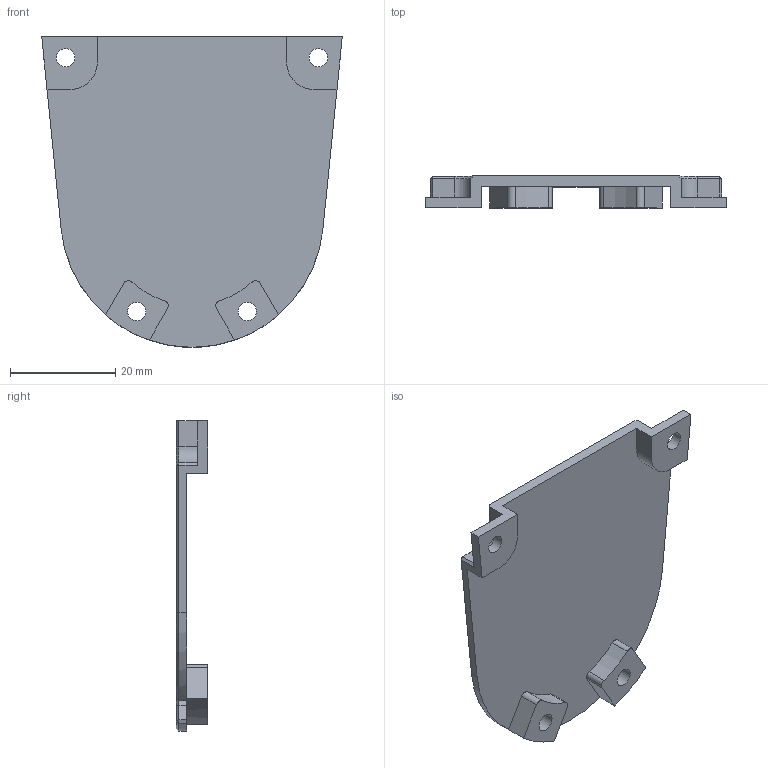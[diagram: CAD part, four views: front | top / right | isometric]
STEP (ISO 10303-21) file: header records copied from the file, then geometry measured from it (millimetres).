
FILE_DESCRIPTION(/* description */ (''),/* implementation_level */ '2;1');
FILE_NAME(/* name */ 'J2_COVER_2.stp',/* time_stamp */ '2022-07-20T21:20:28+09:00',/* author */ (''),/* organization */ (''),/* preprocessor_version */ 'ST-DEVELOPER v16.7',/* originating_system */ '',/* authorisation */ '');
FILE_SCHEMA (('AUTOMOTIVE_DESIGN { 1 0 10303 214 3 1 1 1 }'));
Length unit declared in the file: millimetre
Products named in the file (1): J2_COVER_2
Bounding box: 57.09 x 6 x 59 mm (x, y, z)
Volume: 6136.9 mm3; surface area: 6625.8 mm2
Topology: 1 solids, 1 shells, 75 faces, 208 edges, 148 vertices
Faces by surface type: plane 51, cylinder 17, cone 7
Full cylindrical faces by diameter (mm): 3.5 x4
Entity records: 2418 total; most frequent: CARTESIAN_POINT 410, DIRECTION 405, ORIENTED_EDGE 374, EDGE_CURVE 187, LINE 145, VECTOR 145, AXIS2_PLACEMENT_3D 130, VERTEX_POINT 118
